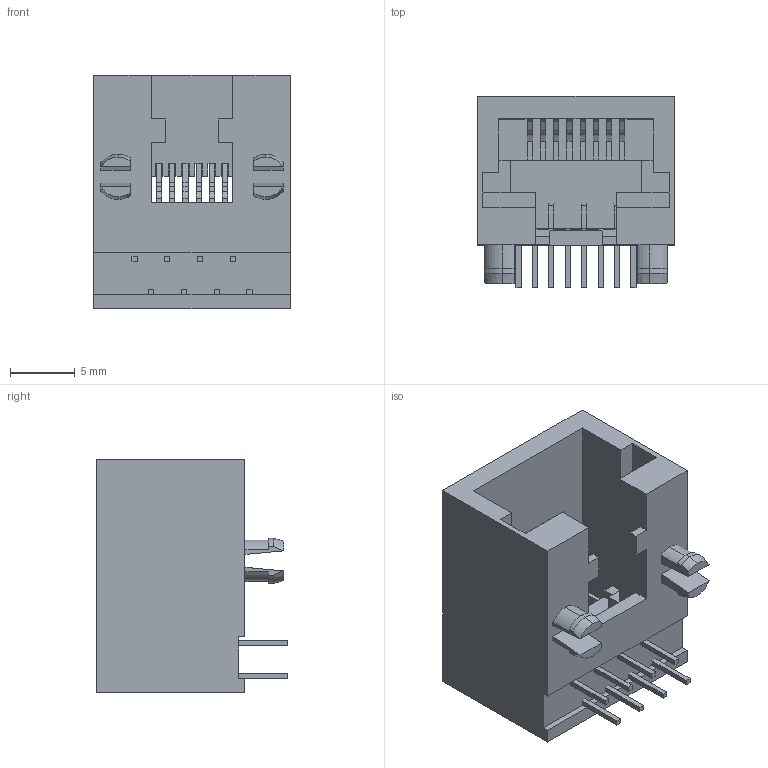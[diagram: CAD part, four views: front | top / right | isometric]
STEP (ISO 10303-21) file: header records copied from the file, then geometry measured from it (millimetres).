
FILE_DESCRIPTION (( 'STEP AP214' ), '1' );
FILE_NAME ('MOLEX_0955012882.STEP', '2015-04-29T15:56:12', ( '' ), ( '' ), '', '', '' );
FILE_SCHEMA (( '' ));
Length unit declared in the file: millimetre
Products named in the file (1): MOLEX_0955012882
Bounding box: 15.24 x 14.8 x 18.1 mm (x, y, z)
Volume: 1399 mm3; surface area: 2479.8 mm2
Topology: 11 solids, 11 shells, 482 faces, 1326 edges, 868 vertices
Faces by surface type: plane 362, cylinder 114, cone 6
Entity records: 15286 total; most frequent: CARTESIAN_POINT 2851, ORIENTED_EDGE 2652, DIRECTION 2446, EDGE_CURVE 1326, VECTOR 1056, LINE 1056, VERTEX_POINT 868, AXIS2_PLACEMENT_3D 695
